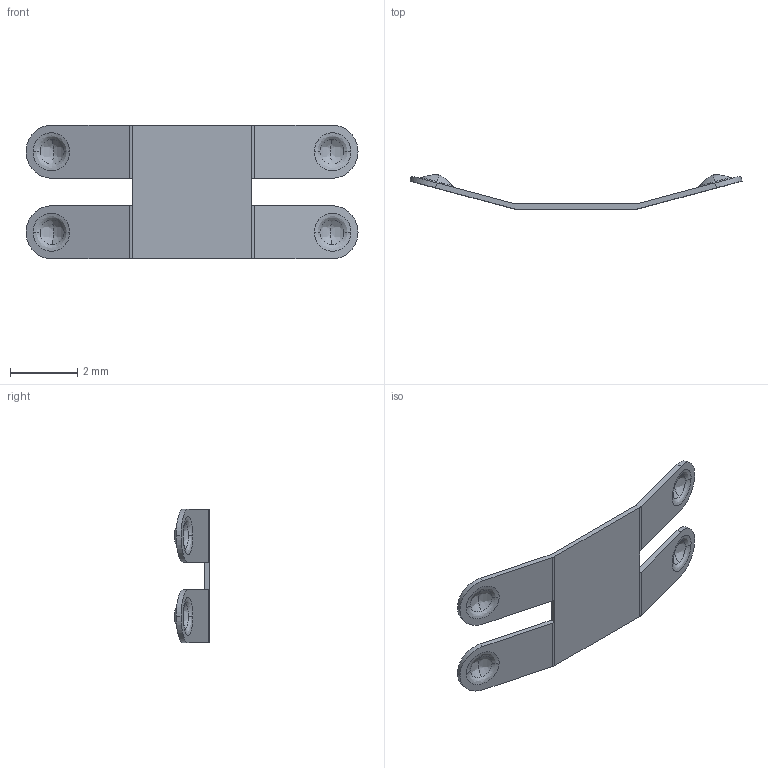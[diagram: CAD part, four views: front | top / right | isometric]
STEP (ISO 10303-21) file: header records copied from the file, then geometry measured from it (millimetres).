
FILE_DESCRIPTION (( 'STEP AP214' ), '1' );
FILE_NAME ('112TR.STEP', '2013-10-10T13:20:47', ( '' ), ( '' ), 'SwSTEP 2.0', 'SolidWorks 2013', '' );
FILE_SCHEMA (( 'AUTOMOTIVE_DESIGN' ));
Length unit declared in the file: inch
Products named in the file (1): 112TR
Bounding box: 9.85 x 1.02 x 3.96 mm (x, y, z)
Volume: 5.2 mm3; surface area: 73.9 mm2
Topology: 1 solids, 1 shells, 64 faces, 154 edges, 100 vertices
Faces by surface type: bspline 32, plane 18, cylinder 14
Entity records: 3340 total; most frequent: CARTESIAN_POINT 1055, ORIENTED_EDGE 308, DIRECTION 288, EDGE_CURVE 154, AXIS2_PLACEMENT_3D 117, VERTEX_POINT 100, CIRCLE 84, EDGE_LOOP 72
